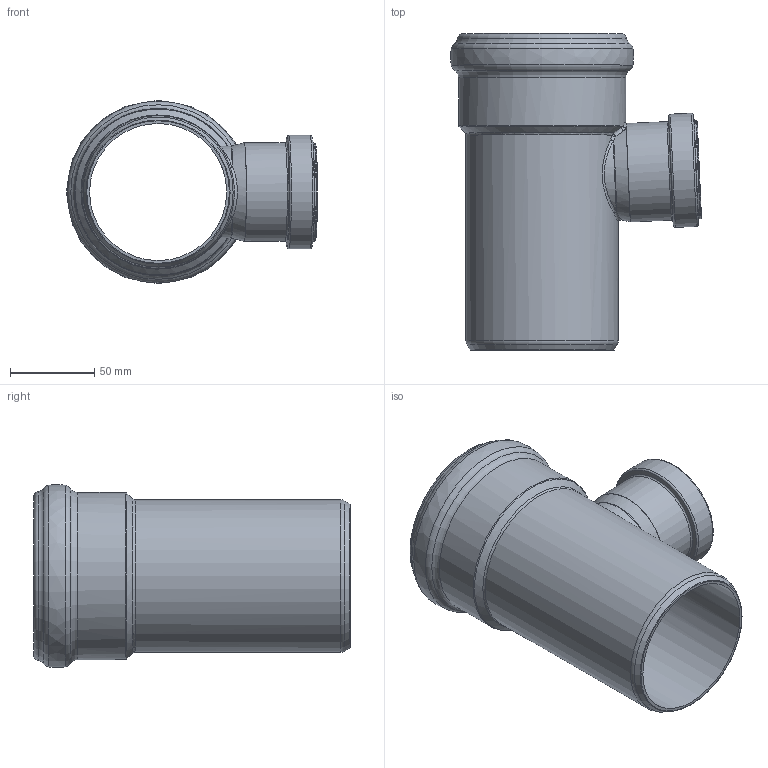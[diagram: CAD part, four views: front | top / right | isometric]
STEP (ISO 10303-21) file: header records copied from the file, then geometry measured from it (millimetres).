
FILE_DESCRIPTION(/* description */ (''),/* implementation_level */ '2;1');
FILE_NAME(/* name */ '334430 Abzweig Skolan Safe-EA DN_OD 90x50x87,5° Übergang an HT-safe.stp',/* time_stamp */ '2021-03-02T08:25:21+01:00',/* author */ ('corinna'),/* organization */ (''),/* preprocessor_version */ 'ST-DEVELOPER v18',/* originating_system */ 'Autodesk Inventor 2020',/* authorisation */ '');
FILE_SCHEMA (('AUTOMOTIVE_DESIGN { 1 0 10303 214 3 1 1 }'));
Length unit declared in the file: millimetre
Products named in the file (1): 334430 Abzweig Skolan Safe-EA DN_OD 90x50x87,5° Übergang an H
T-safe
Bounding box: 148.57 x 187.6 x 108.38 mm (x, y, z)
Volume: 268564 mm3; surface area: 128063.1 mm2
Topology: 1 solids, 1 shells, 80 faces, 255 edges, 177 vertices
Faces by surface type: torus 29, cylinder 17, bspline 15, cone 11, sphere 4, plane 4
Full cylindrical faces by diameter (mm): 46.6 x1, 50.8 x1, 51.2 x2, 58 x1, 58.4 x1, 60.3 x1, 67.1 x1, 81.2 x1, 90.2 x1, 90.8 x1, 91.1 x2, 99 x1, 100.5 x1
Entity records: 3624 total; most frequent: CARTESIAN_POINT 1222, DIRECTION 547, ORIENTED_EDGE 510, AXIS2_PLACEMENT_3D 261, EDGE_CURVE 255, CIRCLE 195, VERTEX_POINT 177, EDGE_LOOP 84
